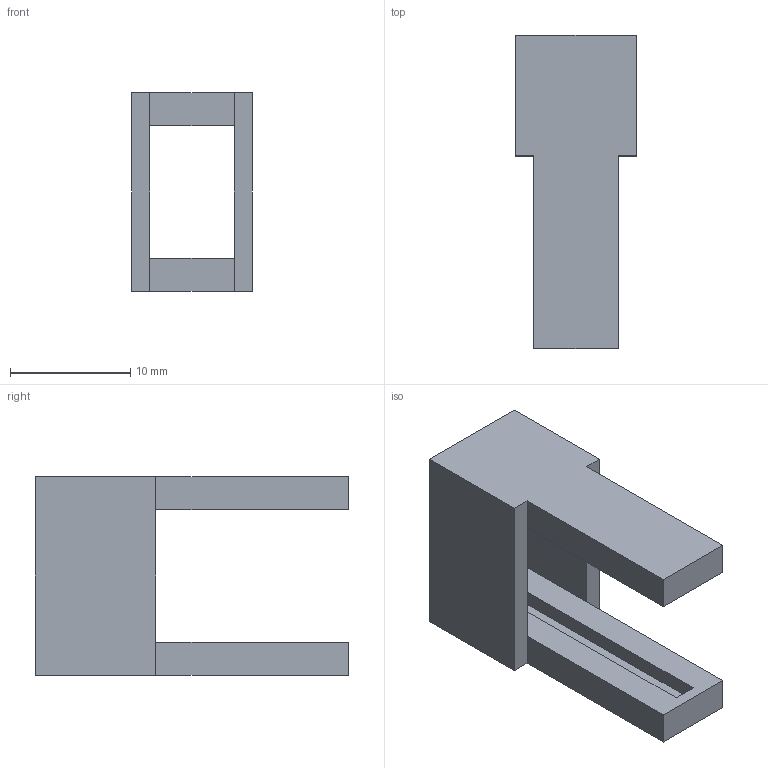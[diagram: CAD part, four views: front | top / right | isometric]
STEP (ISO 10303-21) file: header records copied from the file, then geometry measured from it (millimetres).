
FILE_DESCRIPTION(/* description */ (''),/* implementation_level */ '2;1');
FILE_NAME(/* name */ 'Colorimeter_Mounting-Tool.stp',/* time_stamp */ '2019-04-03T12:29:33+02:00',/* author */ ('Hansen'),/* organization */ (''),/* preprocessor_version */ 'ST-DEVELOPER v17',/* originating_system */ 'Autodesk Inventor 2019',/* authorisation */ '');
FILE_SCHEMA (('AUTOMOTIVE_DESIGN { 1 0 10303 214 3 1 1 }'));
Length unit declared in the file: millimetre
Products named in the file (1): Colorimeter_Mounting-Tool
Bounding box: 10 x 26 x 16.5 mm (x, y, z)
Volume: 1371 mm3; surface area: 1815 mm2
Topology: 1 solids, 1 shells, 25 faces, 68 edges, 44 vertices
Faces by surface type: plane 25
Entity records: 813 total; most frequent: CARTESIAN_POINT 138, ORIENTED_EDGE 136, DIRECTION 120, LINE 68, VECTOR 68, EDGE_CURVE 68, VERTEX_POINT 44, EDGE_LOOP 26
